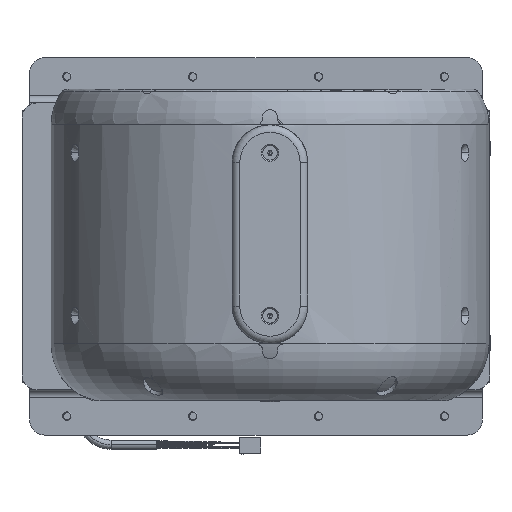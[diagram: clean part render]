
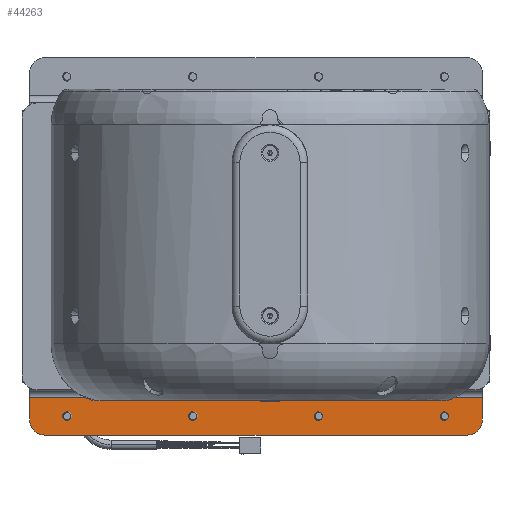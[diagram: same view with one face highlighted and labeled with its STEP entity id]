
A CAD part, front view. The second image highlights one B-rep face of the part: STEP entity #44263.
In plain terms, the highlighted planar face has unit normal (0, -1, 0).
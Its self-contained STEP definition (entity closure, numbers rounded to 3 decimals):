
#97 = VECTOR ( 'NONE', #4887, 1000. ) ;
#1524 = CARTESIAN_POINT ( 'NONE',  ( 50.957, 249.799, 263.653 ) ) ;
#1533 = VERTEX_POINT ( 'NONE', #34880 ) ;
#1558 = AXIS2_PLACEMENT_3D ( 'NONE', #30306, #5307, #37064 ) ;
#1649 = EDGE_CURVE ( 'NONE', #19098, #27870, #23080, .T. ) ;
#2280 = DIRECTION ( 'NONE',  ( 0., -1., 0. ) ) ;
#2601 = CARTESIAN_POINT ( 'NONE',  ( 51.194, 249.799, 260.663 ) ) ;
#3477 = DIRECTION ( 'NONE',  ( 0., -1., 0. ) ) ;
#4238 = CARTESIAN_POINT ( 'NONE',  ( -32.139, 249.799, 260.663 ) ) ;
#4318 = CARTESIAN_POINT ( 'NONE',  ( -32.399, 249.799, 263.652 ) ) ;
#4514 = CIRCLE ( 'NONE', #16980, 10. ) ;
#4765 = CARTESIAN_POINT ( 'NONE',  ( 51.432, 249.799, 257.672 ) ) ;
#4887 = DIRECTION ( 'NONE',  ( -1., 0., 0. ) ) ;
#5186 = ORIENTED_EDGE ( 'NONE', *, *, #36093, .F. ) ;
#5307 = DIRECTION ( 'NONE',  ( 0., -1., 0. ) ) ;
#6218 = DIRECTION ( 'NONE',  ( 0., -1., 0. ) ) ;
#6559 = CARTESIAN_POINT ( 'NONE',  ( -31.88, 249.799, 257.674 ) ) ;
#7480 = EDGE_LOOP ( 'NONE', ( #20906, #33952 ) ) ;
#7724 = EDGE_CURVE ( 'NONE', #31586, #44972, #16619, .T. ) ;
#7953 = FACE_BOUND ( 'NONE', #7480, .T. ) ;
#8236 = VECTOR ( 'NONE', #11209, 1000. ) ;
#8821 = EDGE_LOOP ( 'NONE', ( #36071, #25262, #40765, #23632, #18694, #38091 ) ) ;
#8996 = DIRECTION ( 'NONE',  ( 0., 0., 1. ) ) ;
#9239 = CARTESIAN_POINT ( 'NONE',  ( 66.194, 249.799, 258.163 ) ) ;
#9460 = VERTEX_POINT ( 'NONE', #41325 ) ;
#9734 = DIRECTION ( 'NONE',  ( 0., 0., -1. ) ) ;
#9842 = CARTESIAN_POINT ( 'NONE',  ( -32.139, 249.799, 260.663 ) ) ;
#9969 = VERTEX_POINT ( 'NONE', #4765 ) ;
#10152 = DIRECTION ( 'NONE',  ( 0., 0., -1. ) ) ;
#10517 = VECTOR ( 'NONE', #8996, 1000. ) ;
#10576 = CIRCLE ( 'NONE', #15568, 3. ) ;
#10651 = DIRECTION ( 'NONE',  ( 0., 0., -1. ) ) ;
#10784 = AXIS2_PLACEMENT_3D ( 'NONE', #4238, #3477, #38890 ) ;
#10971 = CARTESIAN_POINT ( 'NONE',  ( -218.806, 249.799, 273.163 ) ) ;
#11209 = DIRECTION ( 'NONE',  ( 1., 0., 0. ) ) ;
#11271 = DIRECTION ( 'NONE',  ( 0., 0., -1. ) ) ;
#13737 = DIRECTION ( 'NONE',  ( 0., 0., -1. ) ) ;
#13925 = LINE ( 'NONE', #25910, #10517 ) ;
#14819 = LINE ( 'NONE', #22640, #19882 ) ;
#15568 = AXIS2_PLACEMENT_3D ( 'NONE', #34350, #6218, #25487 ) ;
#16038 = CARTESIAN_POINT ( 'NONE',  ( -218.806, 249.799, 458.163 ) ) ;
#16619 = CIRCLE ( 'NONE', #10784, 3. ) ;
#16658 = VERTEX_POINT ( 'NONE', #22235 ) ;
#16980 = AXIS2_PLACEMENT_3D ( 'NONE', #31584, #23505, #47444 ) ;
#17009 = ORIENTED_EDGE ( 'NONE', *, *, #22879, .F. ) ;
#17119 = CARTESIAN_POINT ( 'NONE',  ( 66.194, 249.799, 248.163 ) ) ;
#17556 = VERTEX_POINT ( 'NONE', #37069 ) ;
#17844 = CARTESIAN_POINT ( 'NONE',  ( -115.473, 249.799, 260.663 ) ) ;
#18648 = EDGE_CURVE ( 'NONE', #20730, #9460, #28855, .T. ) ;
#18694 = ORIENTED_EDGE ( 'NONE', *, *, #33567, .F. ) ;
#19098 = VERTEX_POINT ( 'NONE', #21356 ) ;
#19301 = CARTESIAN_POINT ( 'NONE',  ( -198.619, 249.799, 257.669 ) ) ;
#19413 = ORIENTED_EDGE ( 'NONE', *, *, #28884, .F. ) ;
#19587 = ORIENTED_EDGE ( 'NONE', *, *, #50324, .F. ) ;
#19882 = VECTOR ( 'NONE', #10651, 1000. ) ;
#19911 = CARTESIAN_POINT ( 'NONE',  ( -115.188, 249.799, 257.676 ) ) ;
#20109 = VERTEX_POINT ( 'NONE', #19911 ) ;
#20168 = EDGE_LOOP ( 'NONE', ( #19413, #19587 ) ) ;
#20408 = AXIS2_PLACEMENT_3D ( 'NONE', #9842, #2280, #13737 ) ;
#20730 = VERTEX_POINT ( 'NONE', #45950 ) ;
#20906 = ORIENTED_EDGE ( 'NONE', *, *, #1649, .F. ) ;
#21062 = ORIENTED_EDGE ( 'NONE', *, *, #7724, .F. ) ;
#21356 = CARTESIAN_POINT ( 'NONE',  ( -198.993, 249.799, 263.657 ) ) ;
#22235 = CARTESIAN_POINT ( 'NONE',  ( -115.757, 249.799, 263.649 ) ) ;
#22640 = CARTESIAN_POINT ( 'NONE',  ( 76.194, 249.799, 283.234 ) ) ;
#22879 = EDGE_CURVE ( 'NONE', #42954, #9969, #47107, .T. ) ;
#22908 = DIRECTION ( 'NONE',  ( 0., -1., 0. ) ) ;
#23080 = CIRCLE ( 'NONE', #43024, 3. ) ;
#23345 = DIRECTION ( 'NONE',  ( 0., 0., -1. ) ) ;
#23505 = DIRECTION ( 'NONE',  ( 0., 1., 0. ) ) ;
#23632 = ORIENTED_EDGE ( 'NONE', *, *, #18648, .F. ) ;
#24495 = CARTESIAN_POINT ( 'NONE',  ( 76.194, 249.799, 273.163 ) ) ;
#24986 = AXIS2_PLACEMENT_3D ( 'NONE', #2601, #22908, #10152 ) ;
#25262 = ORIENTED_EDGE ( 'NONE', *, *, #51024, .F. ) ;
#25487 = DIRECTION ( 'NONE',  ( 0., 0., -1. ) ) ;
#25910 = CARTESIAN_POINT ( 'NONE',  ( -223.806, 249.799, 258.163 ) ) ;
#26653 = CIRCLE ( 'NONE', #24986, 3. ) ;
#27335 = DIRECTION ( 'NONE',  ( 0., -1., 0. ) ) ;
#27402 = CIRCLE ( 'NONE', #1558, 3. ) ;
#27760 = FACE_OUTER_BOUND ( 'NONE', #8821, .T. ) ;
#27870 = VERTEX_POINT ( 'NONE', #19301 ) ;
#28111 = EDGE_LOOP ( 'NONE', ( #45832, #21062 ) ) ;
#28855 = LINE ( 'NONE', #17119, #97 ) ;
#28884 = EDGE_CURVE ( 'NONE', #16658, #20109, #10576, .T. ) ;
#29624 = CARTESIAN_POINT ( 'NONE',  ( 76.194, 249.799, 258.163 ) ) ;
#30306 = CARTESIAN_POINT ( 'NONE',  ( -198.806, 249.799, 260.663 ) ) ;
#30419 = CIRCLE ( 'NONE', #33733, 3. ) ;
#31022 = LINE ( 'NONE', #10971, #8236 ) ;
#31072 = CARTESIAN_POINT ( 'NONE',  ( 51.194, 249.799, 260.663 ) ) ;
#31131 = EDGE_CURVE ( 'NONE', #27870, #19098, #27402, .T. ) ;
#31533 = EDGE_CURVE ( 'NONE', #17556, #49646, #31022, .T. ) ;
#31584 = CARTESIAN_POINT ( 'NONE',  ( -213.806, 249.799, 258.163 ) ) ;
#31586 = VERTEX_POINT ( 'NONE', #6559 ) ;
#31674 = FACE_BOUND ( 'NONE', #42206, .T. ) ;
#31766 = EDGE_CURVE ( 'NONE', #49646, #49129, #14819, .T. ) ;
#33170 = AXIS2_PLACEMENT_3D ( 'NONE', #9239, #45139, #9734 ) ;
#33567 = EDGE_CURVE ( 'NONE', #49129, #20730, #37320, .T. ) ;
#33733 = AXIS2_PLACEMENT_3D ( 'NONE', #17844, #37383, #45705 ) ;
#33952 = ORIENTED_EDGE ( 'NONE', *, *, #31131, .F. ) ;
#34350 = CARTESIAN_POINT ( 'NONE',  ( -115.473, 249.799, 260.663 ) ) ;
#34880 = CARTESIAN_POINT ( 'NONE',  ( -223.806, 249.799, 258.163 ) ) ;
#35819 = PLANE ( 'NONE',  #44781 ) ;
#36071 = ORIENTED_EDGE ( 'NONE', *, *, #31533, .F. ) ;
#36093 = EDGE_CURVE ( 'NONE', #9969, #42954, #26653, .T. ) ;
#37064 = DIRECTION ( 'NONE',  ( 0., 0., -1. ) ) ;
#37069 = CARTESIAN_POINT ( 'NONE',  ( -223.806, 249.799, 273.163 ) ) ;
#37320 = CIRCLE ( 'NONE', #33170, 10. ) ;
#37383 = DIRECTION ( 'NONE',  ( 0., -1., 0. ) ) ;
#38091 = ORIENTED_EDGE ( 'NONE', *, *, #31766, .F. ) ;
#38890 = DIRECTION ( 'NONE',  ( 0., 0., -1. ) ) ;
#39982 = DIRECTION ( 'NONE',  ( 0., -1., 0. ) ) ;
#40465 = AXIS2_PLACEMENT_3D ( 'NONE', #31072, #46922, #11271 ) ;
#40765 = ORIENTED_EDGE ( 'NONE', *, *, #48034, .F. ) ;
#41325 = CARTESIAN_POINT ( 'NONE',  ( -213.806, 249.799, 248.163 ) ) ;
#42206 = EDGE_LOOP ( 'NONE', ( #17009, #5186 ) ) ;
#42849 = CIRCLE ( 'NONE', #20408, 3. ) ;
#42954 = VERTEX_POINT ( 'NONE', #1524 ) ;
#43024 = AXIS2_PLACEMENT_3D ( 'NONE', #47078, #27335, #43195 ) ;
#43195 = DIRECTION ( 'NONE',  ( 0., 0., -1. ) ) ;
#43610 = FACE_BOUND ( 'NONE', #20168, .T. ) ;
#44263 = ADVANCED_FACE ( 'NONE', ( #27760, #31674, #47002, #43610, #7953 ), #35819, .T. ) ;
#44781 = AXIS2_PLACEMENT_3D ( 'NONE', #16038, #39982, #23345 ) ;
#44972 = VERTEX_POINT ( 'NONE', #4318 ) ;
#45139 = DIRECTION ( 'NONE',  ( 0., 1., 0. ) ) ;
#45705 = DIRECTION ( 'NONE',  ( 0., 0., -1. ) ) ;
#45832 = ORIENTED_EDGE ( 'NONE', *, *, #50025, .F. ) ;
#45950 = CARTESIAN_POINT ( 'NONE',  ( 66.194, 249.799, 248.163 ) ) ;
#46922 = DIRECTION ( 'NONE',  ( 0., -1., 0. ) ) ;
#47002 = FACE_BOUND ( 'NONE', #28111, .T. ) ;
#47078 = CARTESIAN_POINT ( 'NONE',  ( -198.806, 249.799, 260.663 ) ) ;
#47107 = CIRCLE ( 'NONE', #40465, 3. ) ;
#47444 = DIRECTION ( 'NONE',  ( 0., 0., -1. ) ) ;
#48034 = EDGE_CURVE ( 'NONE', #9460, #1533, #4514, .T. ) ;
#49129 = VERTEX_POINT ( 'NONE', #29624 ) ;
#49646 = VERTEX_POINT ( 'NONE', #24495 ) ;
#50025 = EDGE_CURVE ( 'NONE', #44972, #31586, #42849, .T. ) ;
#50324 = EDGE_CURVE ( 'NONE', #20109, #16658, #30419, .T. ) ;
#51024 = EDGE_CURVE ( 'NONE', #1533, #17556, #13925, .T. ) ;
